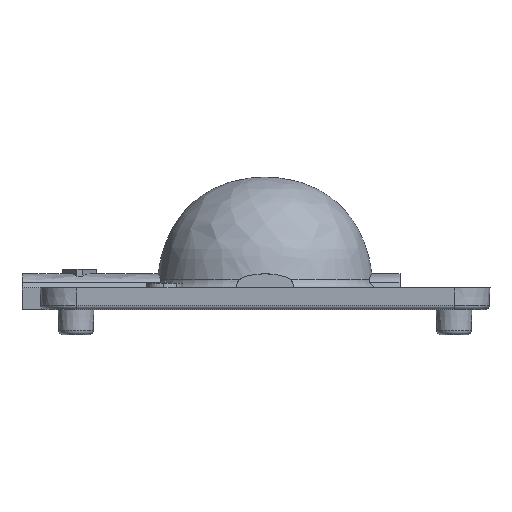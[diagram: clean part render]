
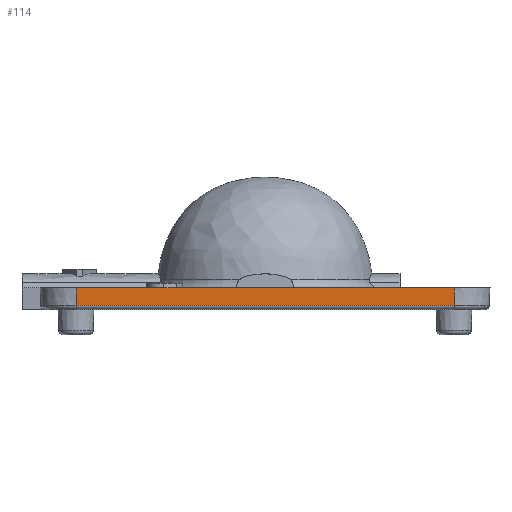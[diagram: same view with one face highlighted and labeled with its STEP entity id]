
A CAD part, front view. The second image highlights one B-rep face of the part: STEP entity #114.
In plain terms, the highlighted planar face has unit normal (0, -0.999, -0.035).
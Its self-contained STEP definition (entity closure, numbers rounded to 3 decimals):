
#114 = ADVANCED_FACE ( 'NONE', ( #3613 ), #4968, .T. ) ;
#356 = LINE ( 'NONE', #4565, #4465 ) ;
#598 = LINE ( 'NONE', #3148, #1802 ) ;
#971 = EDGE_CURVE ( 'NONE', #1452, #3570, #356, .T. ) ;
#1319 = LINE ( 'NONE', #5198, #3920 ) ;
#1322 = CARTESIAN_POINT ( 'NONE',  ( 10.5, -12.5, 1.2 ) ) ;
#1452 = VERTEX_POINT ( 'NONE', #6422 ) ;
#1456 = DIRECTION ( 'NONE',  ( 1., 0., 0. ) ) ;
#1538 = EDGE_LOOP ( 'NONE', ( #3936, #6173, #5721, #2811 ) ) ;
#1624 = VECTOR ( 'NONE', #5922, 1000. ) ;
#1772 = AXIS2_PLACEMENT_3D ( 'NONE', #3941, #2998, #6607 ) ;
#1802 = VECTOR ( 'NONE', #3676, 1000. ) ;
#1936 = EDGE_CURVE ( 'NONE', #5323, #2764, #3016, .T. ) ;
#2306 = CARTESIAN_POINT ( 'NONE',  ( -10.5, -12.5, 1.2 ) ) ;
#2519 = EDGE_CURVE ( 'NONE', #3570, #2764, #598, .T. ) ;
#2764 = VERTEX_POINT ( 'NONE', #1322 ) ;
#2811 = ORIENTED_EDGE ( 'NONE', *, *, #1936, .F. ) ;
#2998 = DIRECTION ( 'NONE',  ( 0., -0.999, -0.035 ) ) ;
#3016 = LINE ( 'NONE', #5416, #1624 ) ;
#3148 = CARTESIAN_POINT ( 'NONE',  ( 10.5, -12.5, 1.2 ) ) ;
#3570 = VERTEX_POINT ( 'NONE', #6045 ) ;
#3613 = FACE_OUTER_BOUND ( 'NONE', #1538, .T. ) ;
#3676 = DIRECTION ( 'NONE',  ( 0., -0.035, 0.999 ) ) ;
#3920 = VECTOR ( 'NONE', #4666, 1000. ) ;
#3936 = ORIENTED_EDGE ( 'NONE', *, *, #6079, .F. ) ;
#3941 = CARTESIAN_POINT ( 'NONE',  ( 0., -12.5, 1.2 ) ) ;
#4465 = VECTOR ( 'NONE', #1456, 1000. ) ;
#4565 = CARTESIAN_POINT ( 'NONE',  ( 10.5, -12.467, 0.241 ) ) ;
#4666 = DIRECTION ( 'NONE',  ( 0., -0.035, 0.999 ) ) ;
#4968 = PLANE ( 'NONE',  #1772 ) ;
#5198 = CARTESIAN_POINT ( 'NONE',  ( -10.5, -12.5, 1.2 ) ) ;
#5323 = VERTEX_POINT ( 'NONE', #2306 ) ;
#5416 = CARTESIAN_POINT ( 'NONE',  ( -10.5, -12.5, 1.2 ) ) ;
#5721 = ORIENTED_EDGE ( 'NONE', *, *, #2519, .T. ) ;
#5922 = DIRECTION ( 'NONE',  ( 1., 0., 0. ) ) ;
#6045 = CARTESIAN_POINT ( 'NONE',  ( 10.5, -12.467, 0.241 ) ) ;
#6079 = EDGE_CURVE ( 'NONE', #1452, #5323, #1319, .T. ) ;
#6173 = ORIENTED_EDGE ( 'NONE', *, *, #971, .T. ) ;
#6422 = CARTESIAN_POINT ( 'NONE',  ( -10.5, -12.467, 0.241 ) ) ;
#6607 = DIRECTION ( 'NONE',  ( 0., 0.035, -0.999 ) ) ;
